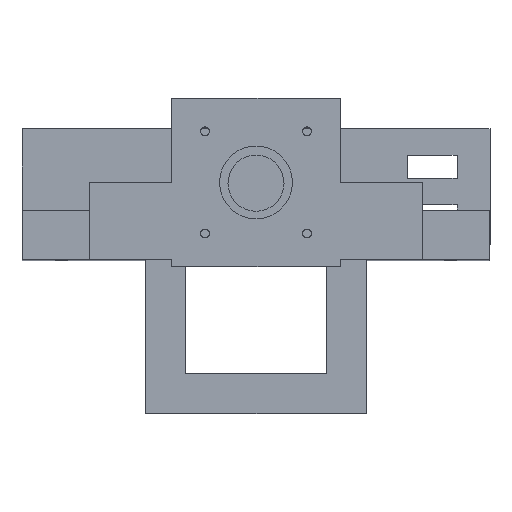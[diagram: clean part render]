
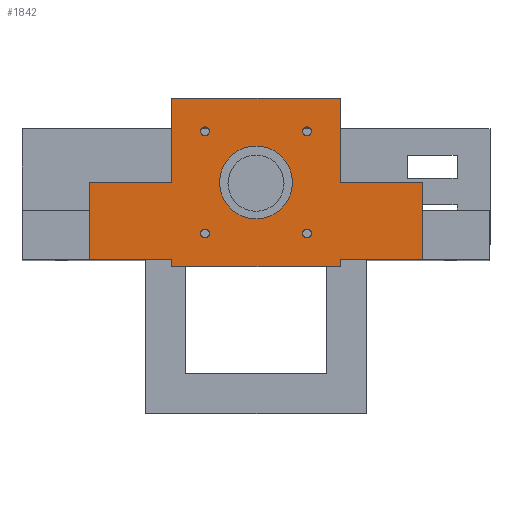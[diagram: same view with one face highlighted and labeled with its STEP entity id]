
A CAD part, top view. The second image highlights one B-rep face of the part: STEP entity #1842.
In plain terms, the highlighted planar face has unit normal (0, 0, 1).
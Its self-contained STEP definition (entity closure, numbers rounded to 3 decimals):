
#51=FACE_BOUND('',#303,.T.);
#52=FACE_BOUND('',#304,.T.);
#53=FACE_BOUND('',#305,.T.);
#54=FACE_BOUND('',#306,.T.);
#55=FACE_BOUND('',#307,.T.);
#109=PLANE('',#1983);
#181=FACE_OUTER_BOUND('',#302,.T.);
#302=EDGE_LOOP('',(#1555,#1556,#1557,#1558,#1559,#1560,#1561,#1562,#1563,
#1564,#1565,#1566));
#303=EDGE_LOOP('',(#1567));
#304=EDGE_LOOP('',(#1568));
#305=EDGE_LOOP('',(#1569));
#306=EDGE_LOOP('',(#1570));
#307=EDGE_LOOP('',(#1571));
#453=LINE('',#2738,#655);
#465=LINE('',#2760,#667);
#496=LINE('',#2876,#698);
#501=LINE('',#2884,#703);
#503=LINE('',#2888,#705);
#504=LINE('',#2891,#706);
#505=LINE('',#2893,#707);
#506=LINE('',#2895,#708);
#507=LINE('',#2897,#709);
#508=LINE('',#2899,#710);
#509=LINE('',#2900,#711);
#510=LINE('',#2901,#712);
#655=VECTOR('',#2219,10.);
#667=VECTOR('',#2231,10.);
#698=VECTOR('',#2350,10.);
#703=VECTOR('',#2357,10.);
#705=VECTOR('',#2361,10.);
#706=VECTOR('',#2364,10.);
#707=VECTOR('',#2365,10.);
#708=VECTOR('',#2366,10.);
#709=VECTOR('',#2367,10.);
#710=VECTOR('',#2368,10.);
#711=VECTOR('',#2369,10.);
#712=VECTOR('',#2370,10.);
#806=CIRCLE('',#1984,11.05);
#807=CIRCLE('',#1985,1.35);
#808=CIRCLE('',#1986,1.35);
#809=CIRCLE('',#1987,1.35);
#810=CIRCLE('',#1988,1.35);
#898=VERTEX_POINT('',#2735);
#899=VERTEX_POINT('',#2737);
#908=VERTEX_POINT('',#2757);
#909=VERTEX_POINT('',#2759);
#950=VERTEX_POINT('',#2875);
#952=VERTEX_POINT('',#2882);
#953=VERTEX_POINT('',#2886);
#954=VERTEX_POINT('',#2890);
#955=VERTEX_POINT('',#2892);
#956=VERTEX_POINT('',#2894);
#957=VERTEX_POINT('',#2896);
#958=VERTEX_POINT('',#2898);
#959=VERTEX_POINT('',#2902);
#960=VERTEX_POINT('',#2904);
#961=VERTEX_POINT('',#2906);
#962=VERTEX_POINT('',#2908);
#963=VERTEX_POINT('',#2910);
#1097=EDGE_CURVE('',#899,#898,#453,.T.);
#1109=EDGE_CURVE('',#909,#908,#465,.T.);
#1168=EDGE_CURVE('',#950,#899,#496,.T.);
#1173=EDGE_CURVE('',#952,#898,#501,.T.);
#1175=EDGE_CURVE('',#908,#953,#503,.T.);
#1176=EDGE_CURVE('',#954,#952,#504,.T.);
#1177=EDGE_CURVE('',#955,#954,#505,.T.);
#1178=EDGE_CURVE('',#956,#955,#506,.T.);
#1179=EDGE_CURVE('',#957,#956,#507,.T.);
#1180=EDGE_CURVE('',#957,#958,#508,.T.);
#1181=EDGE_CURVE('',#909,#958,#509,.T.);
#1182=EDGE_CURVE('',#953,#950,#510,.T.);
#1183=EDGE_CURVE('',#959,#959,#806,.T.);
#1184=EDGE_CURVE('',#960,#960,#807,.T.);
#1185=EDGE_CURVE('',#961,#961,#808,.T.);
#1186=EDGE_CURVE('',#962,#962,#809,.T.);
#1187=EDGE_CURVE('',#963,#963,#810,.T.);
#1555=ORIENTED_EDGE('',*,*,#1097,.T.);
#1556=ORIENTED_EDGE('',*,*,#1173,.F.);
#1557=ORIENTED_EDGE('',*,*,#1176,.F.);
#1558=ORIENTED_EDGE('',*,*,#1177,.F.);
#1559=ORIENTED_EDGE('',*,*,#1178,.F.);
#1560=ORIENTED_EDGE('',*,*,#1179,.F.);
#1561=ORIENTED_EDGE('',*,*,#1180,.T.);
#1562=ORIENTED_EDGE('',*,*,#1181,.F.);
#1563=ORIENTED_EDGE('',*,*,#1109,.T.);
#1564=ORIENTED_EDGE('',*,*,#1175,.T.);
#1565=ORIENTED_EDGE('',*,*,#1182,.T.);
#1566=ORIENTED_EDGE('',*,*,#1168,.T.);
#1567=ORIENTED_EDGE('',*,*,#1183,.F.);
#1568=ORIENTED_EDGE('',*,*,#1184,.F.);
#1569=ORIENTED_EDGE('',*,*,#1185,.F.);
#1570=ORIENTED_EDGE('',*,*,#1186,.F.);
#1571=ORIENTED_EDGE('',*,*,#1187,.F.);
#1842=ADVANCED_FACE('',(#181,#51,#52,#53,#54,#55),#109,.F.);
#1983=AXIS2_PLACEMENT_3D('',#2889,#2362,#2363);
#1984=AXIS2_PLACEMENT_3D('',#2903,#2371,#2372);
#1985=AXIS2_PLACEMENT_3D('',#2905,#2373,#2374);
#1986=AXIS2_PLACEMENT_3D('',#2907,#2375,#2376);
#1987=AXIS2_PLACEMENT_3D('',#2909,#2377,#2378);
#1988=AXIS2_PLACEMENT_3D('',#2911,#2379,#2380);
#2219=DIRECTION('',(1.,0.,0.));
#2231=DIRECTION('',(1.,0.,0.));
#2350=DIRECTION('',(0.,1.,0.));
#2357=DIRECTION('',(0.,-1.,0.));
#2361=DIRECTION('',(0.,-1.,0.));
#2362=DIRECTION('center_axis',(0.,0.,
-1.));
#2363=DIRECTION('ref_axis',(1.,0.,0.));
#2364=DIRECTION('',(1.,0.,0.));
#2365=DIRECTION('',(0.,-1.,0.));
#2366=DIRECTION('',(1.,0.,0.));
#2367=DIRECTION('',(0.,1.,0.));
#2368=DIRECTION('',(-1.,0.,0.));
#2369=DIRECTION('',(0.,1.,0.));
#2370=DIRECTION('',(1.,0.,0.));
#2371=DIRECTION('center_axis',(0.,0.,
1.));
#2372=DIRECTION('ref_axis',(1.,0.,0.));
#2373=DIRECTION('center_axis',(0.,0.,
1.));
#2374=DIRECTION('ref_axis',(1.,0.,0.));
#2375=DIRECTION('center_axis',(0.,0.,
1.));
#2376=DIRECTION('ref_axis',(1.,0.,0.));
#2377=DIRECTION('center_axis',(0.,0.,
1.));
#2378=DIRECTION('ref_axis',(1.,0.,0.));
#2379=DIRECTION('center_axis',(0.,0.,
1.));
#2380=DIRECTION('ref_axis',(1.,0.,0.));
#2735=CARTESIAN_POINT('',(5.5,-66.547,94.7));
#2737=CARTESIAN_POINT('',(-19.5,-66.547,94.7));
#2738=CARTESIAN_POINT('',(-19.75,-66.547,94.7));
#2757=CARTESIAN_POINT('',(-70.5,-66.547,94.7));
#2759=CARTESIAN_POINT('',(-95.5,-66.547,94.7));
#2760=CARTESIAN_POINT('',(-70.25,-66.547,94.7));
#2875=CARTESIAN_POINT('',(-19.5,-68.544,94.7));
#2876=CARTESIAN_POINT('',(-19.5,-55.295,94.7));
#2882=CARTESIAN_POINT('',(5.5,-43.044,94.7));
#2884=CARTESIAN_POINT('',(5.5,-68.544,94.7));
#2886=CARTESIAN_POINT('',(-70.5,-68.544,94.7));
#2888=CARTESIAN_POINT('',(-70.5,-55.295,94.7));
#2889=CARTESIAN_POINT('Origin',(-45.,-43.044,94.7));
#2890=CARTESIAN_POINT('',(-19.5,-43.044,94.7));
#2891=CARTESIAN_POINT('',(-19.5,-43.044,94.7));
#2892=CARTESIAN_POINT('',(-19.5,-17.544,94.7));
#2893=CARTESIAN_POINT('',(-19.5,-17.544,94.7));
#2894=CARTESIAN_POINT('',(-70.5,-17.544,94.7));
#2895=CARTESIAN_POINT('',(-70.5,-17.544,94.7));
#2896=CARTESIAN_POINT('',(-70.5,-43.044,94.7));
#2897=CARTESIAN_POINT('',(-70.5,-68.544,94.7));
#2898=CARTESIAN_POINT('',(-95.5,-43.044,94.7));
#2899=CARTESIAN_POINT('',(-70.5,-43.044,94.7));
#2900=CARTESIAN_POINT('',(-95.5,-68.544,94.7));
#2901=CARTESIAN_POINT('',(-19.5,-68.544,94.7));
#2902=CARTESIAN_POINT('',(-56.05,-43.044,94.7));
#2903=CARTESIAN_POINT('Origin',(-45.,-43.044,94.7));
#2904=CARTESIAN_POINT('',(-61.85,-58.544,94.7));
#2905=CARTESIAN_POINT('Origin',(-60.5,-58.544,94.7));
#2906=CARTESIAN_POINT('',(-30.85,-58.544,94.7));
#2907=CARTESIAN_POINT('Origin',(-29.5,-58.544,94.7));
#2908=CARTESIAN_POINT('',(-61.85,-27.544,94.7));
#2909=CARTESIAN_POINT('Origin',(-60.5,-27.544,94.7));
#2910=CARTESIAN_POINT('',(-30.85,-27.544,94.7));
#2911=CARTESIAN_POINT('Origin',(-29.5,-27.544,94.7));
